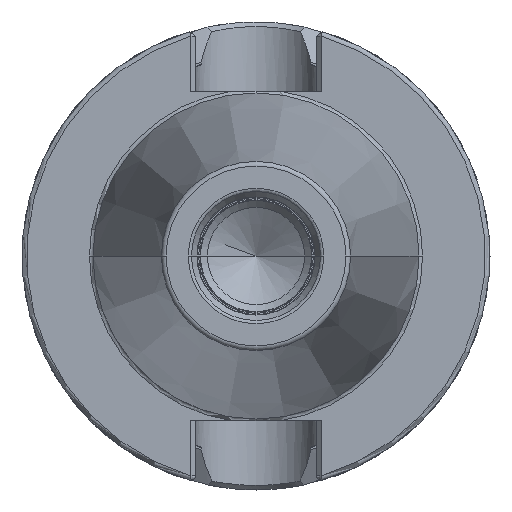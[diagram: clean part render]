
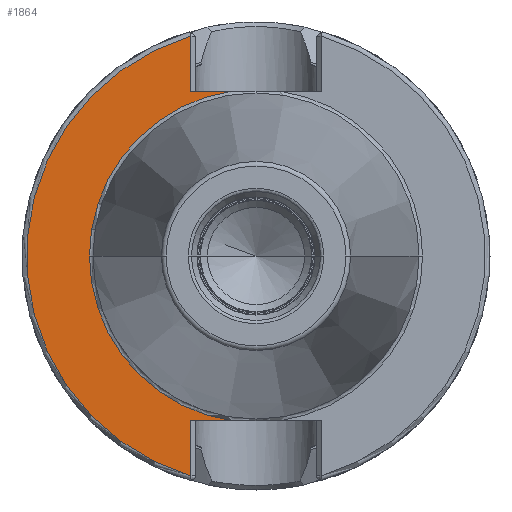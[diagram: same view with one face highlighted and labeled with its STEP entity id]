
A CAD part, left-side view. The second image highlights one B-rep face of the part: STEP entity #1864.
In plain terms, the highlighted planar face has unit normal (-1, 0, 0).
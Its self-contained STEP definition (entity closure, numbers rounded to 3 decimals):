
#96=CARTESIAN_POINT('',(3.,0.,0.));
#97=DIRECTION('',(-1.,0.,0.));
#98=DIRECTION('',(0.,1.,0.));
#99=AXIS2_PLACEMENT_3D('',#96,#97,#98);
#127=DIRECTION('',(0.,0.,1.));
#128=VECTOR('',#127,11.773);
#129=CARTESIAN_POINT('',(3.,13.902,-46.973));
#130=LINE('',#129,#128);
#131=DIRECTION('',(0.,0.,1.));
#132=VECTOR('',#131,11.773);
#133=CARTESIAN_POINT('',(3.,13.903,35.2));
#134=LINE('',#133,#132);
#588=CARTESIAN_POINT('',(3.,0.,0.));
#589=DIRECTION('',(-1.,0.,0.));
#590=DIRECTION('',(0.,0.284,0.959));
#591=AXIS2_PLACEMENT_3D('',#588,#589,#590);
#683=DIRECTION('',(0.,1.,0.));
#684=VECTOR('',#683,8.751);
#685=CARTESIAN_POINT('',(3.,5.152,35.2));
#686=LINE('',#685,#684);
#704=CARTESIAN_POINT('',(3.,0.,0.));
#705=DIRECTION('',(1.,0.,0.));
#706=DIRECTION('',(0.,1.,0.));
#707=AXIS2_PLACEMENT_3D('',#704,#705,#706);
#741=DIRECTION('',(0.,-1.,0.));
#742=VECTOR('',#741,8.751);
#743=CARTESIAN_POINT('',(3.,13.903,-35.2));
#744=LINE('',#743,#742);
#1496=CARTESIAN_POINT('',(3.,35.575,0.));
#1498=VERTEX_POINT('',#1496);
#1566=CARTESIAN_POINT('',(3.,5.152,35.2));
#1567=VERTEX_POINT('',#1566);
#1574=CARTESIAN_POINT('',(3.,5.152,-35.2));
#1575=VERTEX_POINT('',#1574);
#1612=CARTESIAN_POINT('',(3.,13.903,46.973));
#1614=VERTEX_POINT('',#1612);
#1616=CARTESIAN_POINT('',(3.,13.903,35.2));
#1617=VERTEX_POINT('',#1616);
#1626=CARTESIAN_POINT('',(3.,13.902,-46.973));
#1627=CARTESIAN_POINT('',(3.,13.903,-35.2));
#1628=VERTEX_POINT('',#1626);
#1629=VERTEX_POINT('',#1627);
#1844=CARTESIAN_POINT('',(3.,0.,0.));
#1845=DIRECTION('',(1.,0.,0.));
#1846=DIRECTION('',(0.,-1.,0.));
#1847=AXIS2_PLACEMENT_3D('',#1844,#1845,#1846);
#1848=PLANE('',#1847);
#1850=ORIENTED_EDGE('',*,*,#1849,.F.);
#1852=ORIENTED_EDGE('',*,*,#1851,.F.);
#1854=ORIENTED_EDGE('',*,*,#1853,.F.);
#1856=ORIENTED_EDGE('',*,*,#1855,.F.);
#1858=ORIENTED_EDGE('',*,*,#1857,.F.);
#1859=ORIENTED_EDGE('',*,*,#1830,.T.);
#1861=ORIENTED_EDGE('',*,*,#1860,.F.);
#1862=EDGE_LOOP('',(#1850,#1852,#1854,#1856,#1858,#1859,#1861));
#1863=FACE_OUTER_BOUND('',#1862,.F.);
#1864=ADVANCED_FACE('',(#1863),#1848,.F.);
#100=CIRCLE('',#99,35.575);
#592=CIRCLE('',#591,48.988);
#708=CIRCLE('',#707,35.575);
#1830=EDGE_CURVE('',#1498,#1575,#100,.T.);
#1849=EDGE_CURVE('',#1628,#1629,#130,.T.);
#1851=EDGE_CURVE('',#1614,#1628,#592,.T.);
#1853=EDGE_CURVE('',#1617,#1614,#134,.T.);
#1855=EDGE_CURVE('',#1567,#1617,#686,.T.);
#1857=EDGE_CURVE('',#1498,#1567,#708,.T.);
#1860=EDGE_CURVE('',#1629,#1575,#744,.T.);
